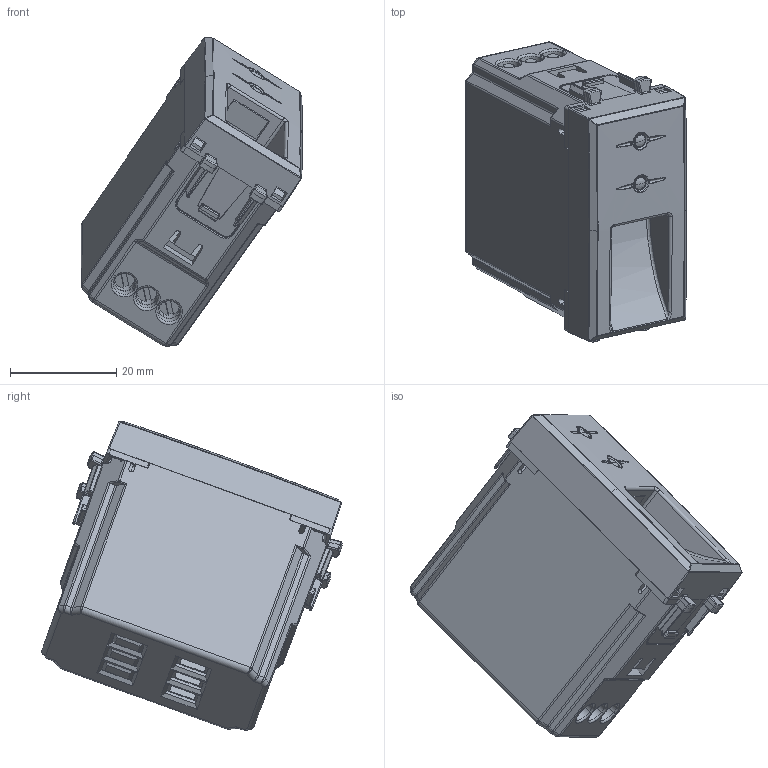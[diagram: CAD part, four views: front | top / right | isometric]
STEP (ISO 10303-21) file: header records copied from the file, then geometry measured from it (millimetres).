
FILE_DESCRIPTION(('CATIA V5 STEP Exchange'),'2;1');
FILE_NAME('445070-1.stp','2024-02-22T13:51:35+00:00',('none'),('none'),'CATIA Version 5-6 Release 2016 SP6','CATIA V5 STEP AP203','none');
FILE_SCHEMA(('CONFIG_CONTROL_DESIGN'));
Products named in the file (1): 445070-1
Assembly tree (8 placements, depth 2):
  445070-1
    #57
    #14133
    #16291
    #16598
    #17595
    #55145  x2
    #55849
Bounding box: 41.56 x 56.43 x 58.08 mm (x, y, z)
Volume: 14625.6 mm3; surface area: 21037.2 mm2
Topology: 9 solids, 9 shells, 1347 faces, 3497 edges, 2120 vertices
Faces by surface type: plane 658, cylinder 352, bspline 151, cone 78, torus 60, sphere 46, revolution 2
Entity records: 57865 total; most frequent: CARTESIAN_POINT 30219, ORIENTED_EDGE 6722, DIRECTION 3860, EDGE_CURVE 3361, VERTEX_POINT 2084, VECTOR 1679, LINE 1679, EDGE_LOOP 1377
